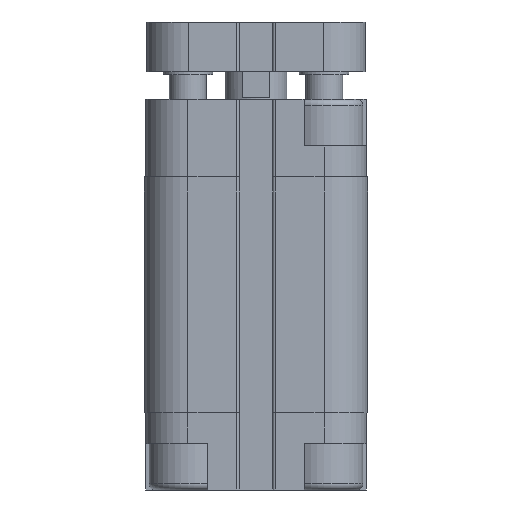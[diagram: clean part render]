
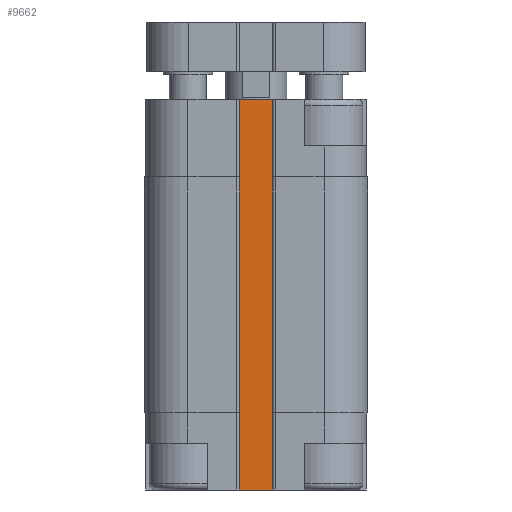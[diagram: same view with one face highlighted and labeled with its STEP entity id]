
A CAD part, front view. The second image highlights one B-rep face of the part: STEP entity #9662.
In plain terms, the highlighted face is planar.
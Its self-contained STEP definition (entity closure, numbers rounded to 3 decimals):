
#77=LINE('',#14636,#937);
#247=LINE('',#15128,#1107);
#248=LINE('',#15130,#1108);
#249=LINE('',#15132,#1109);
#937=VECTOR('',#11301,1000.);
#1107=VECTOR('',#11735,1000.);
#1108=VECTOR('',#11738,1000.);
#1109=VECTOR('',#11739,1000.);
#1806=PLANE('',#10365);
#2959=ORIENTED_EDGE('',*,*,#5449,.F.);
#2960=ORIENTED_EDGE('',*,*,#5691,.F.);
#2961=ORIENTED_EDGE('',*,*,#5692,.T.);
#2962=ORIENTED_EDGE('',*,*,#5693,.T.);
#5449=EDGE_CURVE('',#6864,#6865,#77,.T.);
#5691=EDGE_CURVE('',#7054,#6864,#247,.T.);
#5692=EDGE_CURVE('',#7054,#7055,#248,.T.);
#5693=EDGE_CURVE('',#7055,#6865,#249,.T.);
#6864=VERTEX_POINT('',#14635);
#6865=VERTEX_POINT('',#14637);
#7054=VERTEX_POINT('',#15127);
#7055=VERTEX_POINT('',#15131);
#8179=EDGE_LOOP('',(#2959,#2960,#2961,#2962));
#8909=FACE_BOUND('',#8179,.T.);
#9662=ADVANCED_FACE('',(#8909),#1806,.T.);
#10365=AXIS2_PLACEMENT_3D('',#15129,#11736,#11737);
#11301=DIRECTION('',(-1.,0.,0.));
#11735=DIRECTION('',(0.,0.,1.));
#11736=DIRECTION('',(0.,1.,0.));
#11737=DIRECTION('',(0.,0.,1.));
#11738=DIRECTION('',(-1.,0.,0.));
#11739=DIRECTION('',(0.,0.,1.));
#14635=CARTESIAN_POINT('',(3.,13.,0.));
#14636=CARTESIAN_POINT('',(3.,13.,0.));
#14637=CARTESIAN_POINT('',(-3.,13.,0.));
#15127=CARTESIAN_POINT('',(3.,13.,-63.));
#15128=CARTESIAN_POINT('',(3.,13.,-12.5));
#15129=CARTESIAN_POINT('',(3.,13.,-12.5));
#15130=CARTESIAN_POINT('',(3.,13.,-63.));
#15131=CARTESIAN_POINT('',(-3.,13.,-63.));
#15132=CARTESIAN_POINT('',(-3.,13.,-12.5));
